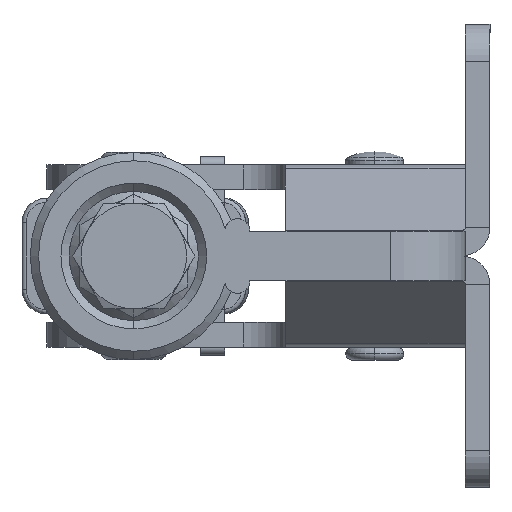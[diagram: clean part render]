
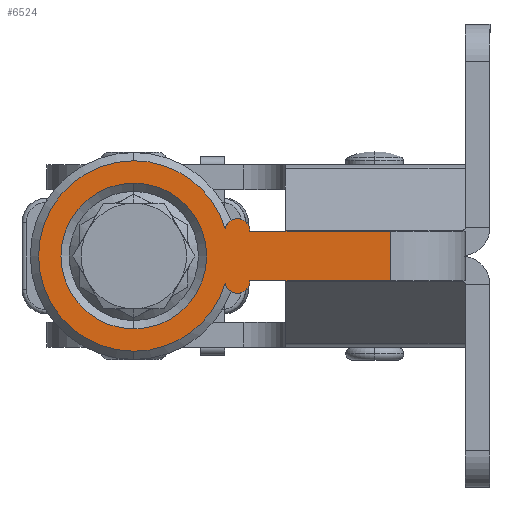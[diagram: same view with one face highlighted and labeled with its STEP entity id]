
A CAD part, left-side view. The second image highlights one B-rep face of the part: STEP entity #6524.
In plain terms, the highlighted planar face has unit normal (-1, 0, 0).
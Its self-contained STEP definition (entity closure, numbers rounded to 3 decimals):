
#495 = CARTESIAN_POINT ( 'NONE',  ( 0., 40., 11.5 ) ) ;
#1294 = VERTEX_POINT ( 'NONE', #7498 ) ;
#1369 = VERTEX_POINT ( 'NONE', #7460 ) ;
#3545 = EDGE_LOOP ( 'NONE', ( #8844, #8843, #8842, #8841, #8839, #8838, #8837, #8836 ) ) ;
#3563 = EDGE_LOOP ( 'NONE', ( #8835, #8834 ) ) ;
#6524 = ADVANCED_FACE ( 'NONE', ( #9407, #9416 ), #23102, .F. ) ;
#7460 = CARTESIAN_POINT ( 'NONE',  ( 0., 9., 3. ) ) ;
#7498 = CARTESIAN_POINT ( 'NONE',  ( 0., 28.975, -3.272 ) ) ;
#7994 = VERTEX_POINT ( 'NONE', #13823 ) ;
#8834 = ORIENTED_EDGE ( 'NONE', *, *, #11705, .T. ) ;
#8835 = ORIENTED_EDGE ( 'NONE', *, *, #12803, .T. ) ;
#8836 = ORIENTED_EDGE ( 'NONE', *, *, #11522, .F. ) ;
#8837 = ORIENTED_EDGE ( 'NONE', *, *, #11697, .F. ) ;
#8838 = ORIENTED_EDGE ( 'NONE', *, *, #11352, .F. ) ;
#8839 = ORIENTED_EDGE ( 'NONE', *, *, #11703, .T. ) ;
#8841 = ORIENTED_EDGE ( 'NONE', *, *, #12990, .T. ) ;
#8842 = ORIENTED_EDGE ( 'NONE', *, *, #12797, .T. ) ;
#8843 = ORIENTED_EDGE ( 'NONE', *, *, #11701, .T. ) ;
#8844 = ORIENTED_EDGE ( 'NONE', *, *, #11699, .T. ) ;
#9407 = FACE_OUTER_BOUND ( 'NONE', #3545, .T. ) ;
#9416 = FACE_BOUND ( 'NONE', #3563, .T. ) ;
#10845 = VERTEX_POINT ( 'NONE', #35845 ) ;
#11352 = EDGE_CURVE ( 'NONE', #11649, #10845, #34405, .T. ) ;
#11468 = VERTEX_POINT ( 'NONE', #26031 ) ;
#11503 = VERTEX_POINT ( 'NONE', #26136 ) ;
#11522 = EDGE_CURVE ( 'NONE', #11631, #1369, #26287, .T. ) ;
#11631 = VERTEX_POINT ( 'NONE', #32871 ) ;
#11649 = VERTEX_POINT ( 'NONE', #32899 ) ;
#11697 = EDGE_CURVE ( 'NONE', #1369, #11649, #26390, .T. ) ;
#11699 = EDGE_CURVE ( 'NONE', #11631, #7994, #26388, .T. ) ;
#11701 = EDGE_CURVE ( 'NONE', #7994, #28830, #26392, .T. ) ;
#11703 = EDGE_CURVE ( 'NONE', #1294, #10845, #26395, .T. ) ;
#11705 = EDGE_CURVE ( 'NONE', #11746, #11468, #26394, .T. ) ;
#11746 = VERTEX_POINT ( 'NONE', #33077 ) ;
#12797 = EDGE_CURVE ( 'NONE', #28830, #11503, #20604, .T. ) ;
#12803 = EDGE_CURVE ( 'NONE', #11468, #11746, #20605, .T. ) ;
#12990 = EDGE_CURVE ( 'NONE', #11503, #1294, #20752, .T. ) ;
#13823 = CARTESIAN_POINT ( 'NONE',  ( 0., 28.975, 3.272 ) ) ;
#18129 = AXIS2_PLACEMENT_3D ( 'NONE', #23098, #23107, #23108 ) ;
#18493 = AXIS2_PLACEMENT_3D ( 'NONE', #32992, #32993, #32994 ) ;
#18494 = AXIS2_PLACEMENT_3D ( 'NONE', #32995, #32996, #32997 ) ;
#18495 = AXIS2_PLACEMENT_3D ( 'NONE', #32998, #32999, #33000 ) ;
#18496 = AXIS2_PLACEMENT_3D ( 'NONE', #33002, #33003, #33004 ) ;
#18569 = AXIS2_PLACEMENT_3D ( 'NONE', #19637, #19638, #19639 ) ;
#18571 = AXIS2_PLACEMENT_3D ( 'NONE', #19645, #19646, #19647 ) ;
#18611 = AXIS2_PLACEMENT_3D ( 'NONE', #19875, #19876, #19877 ) ;
#19637 = CARTESIAN_POINT ( 'NONE',  ( 0., 40., 0. ) ) ;
#19638 = DIRECTION ( 'NONE',  ( -1., 0., 0. ) ) ;
#19639 = DIRECTION ( 'NONE',  ( 0., -1., 0. ) ) ;
#19645 = CARTESIAN_POINT ( 'NONE',  ( 0., 40., 0. ) ) ;
#19646 = DIRECTION ( 'NONE',  ( 1., 0., 0. ) ) ;
#19647 = DIRECTION ( 'NONE',  ( 0., -1., 0. ) ) ;
#19875 = CARTESIAN_POINT ( 'NONE',  ( 0., 40., 0. ) ) ;
#19876 = DIRECTION ( 'NONE',  ( -1., 0., 0. ) ) ;
#19877 = DIRECTION ( 'NONE',  ( 0., -1., 0. ) ) ;
#20604 = CIRCLE ( 'NONE', #18569, 11.5 ) ;
#20605 = CIRCLE ( 'NONE', #18571, 8.8 ) ;
#20752 = CIRCLE ( 'NONE', #18611, 11.5 ) ;
#23098 = CARTESIAN_POINT ( 'NONE',  ( 0., 27.5, 3. ) ) ;
#23102 = PLANE ( 'NONE',  #18129 ) ;
#23107 = DIRECTION ( 'NONE',  ( 1., 0., 0. ) ) ;
#23108 = DIRECTION ( 'NONE',  ( 0., 1., 0. ) ) ;
#25227 = CARTESIAN_POINT ( 'NONE',  ( 0., 9., -3. ) ) ;
#25233 = DIRECTION ( 'NONE',  ( 0., 1., 0. ) ) ;
#26031 = CARTESIAN_POINT ( 'NONE',  ( 0., 40., 8.8 ) ) ;
#26136 = CARTESIAN_POINT ( 'NONE',  ( 0., 40., -11.5 ) ) ;
#26171 = CARTESIAN_POINT ( 'NONE',  ( 0., 27.5, 3. ) ) ;
#26176 = DIRECTION ( 'NONE',  ( 0., -1., 0. ) ) ;
#26287 = LINE ( 'NONE', #26171, #26288 ) ;
#26288 = VECTOR ( 'NONE', #26176, 1000. ) ;
#26388 = CIRCLE ( 'NONE', #18493, 1.5 ) ;
#26390 = LINE ( 'NONE', #32987, #26393 ) ;
#26392 = CIRCLE ( 'NONE', #18494, 11.5 ) ;
#26393 = VECTOR ( 'NONE', #32989, 1000. ) ;
#26394 = CIRCLE ( 'NONE', #18496, 8.8 ) ;
#26395 = CIRCLE ( 'NONE', #18495, 1.5 ) ;
#28830 = VERTEX_POINT ( 'NONE', #495 ) ;
#32871 = CARTESIAN_POINT ( 'NONE',  ( 0., 26., 3. ) ) ;
#32899 = CARTESIAN_POINT ( 'NONE',  ( 0., 9., -3. ) ) ;
#32987 = CARTESIAN_POINT ( 'NONE',  ( 0., 9., 3. ) ) ;
#32989 = DIRECTION ( 'NONE',  ( 0., 0., -1. ) ) ;
#32992 = CARTESIAN_POINT ( 'NONE',  ( 0., 27.5, 3. ) ) ;
#32993 = DIRECTION ( 'NONE',  ( -1., 0., 0. ) ) ;
#32994 = DIRECTION ( 'NONE',  ( 0., -1., 0. ) ) ;
#32995 = CARTESIAN_POINT ( 'NONE',  ( 0., 40., 0. ) ) ;
#32996 = DIRECTION ( 'NONE',  ( -1., 0., 0. ) ) ;
#32997 = DIRECTION ( 'NONE',  ( 0., -1., 0. ) ) ;
#32998 = CARTESIAN_POINT ( 'NONE',  ( 0., 27.5, -3. ) ) ;
#32999 = DIRECTION ( 'NONE',  ( -1., 0., 0. ) ) ;
#33000 = DIRECTION ( 'NONE',  ( 0., -1., 0. ) ) ;
#33002 = CARTESIAN_POINT ( 'NONE',  ( 0., 40., 0. ) ) ;
#33003 = DIRECTION ( 'NONE',  ( 1., 0., 0. ) ) ;
#33004 = DIRECTION ( 'NONE',  ( 0., -1., 0. ) ) ;
#33077 = CARTESIAN_POINT ( 'NONE',  ( 0., 40., -8.8 ) ) ;
#34405 = LINE ( 'NONE', #25227, #34406 ) ;
#34406 = VECTOR ( 'NONE', #25233, 1000. ) ;
#35845 = CARTESIAN_POINT ( 'NONE',  ( 0., 26., -3. ) ) ;
